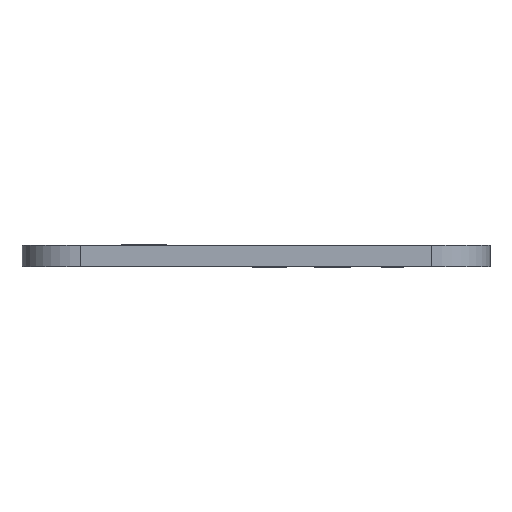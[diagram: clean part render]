
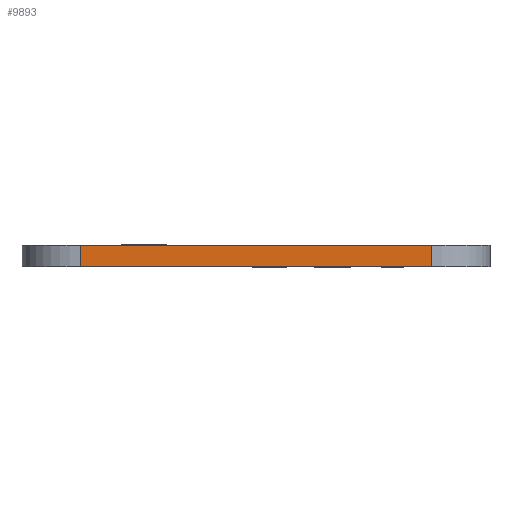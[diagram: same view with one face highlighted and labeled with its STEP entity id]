
A CAD part, left-side view. The second image highlights one B-rep face of the part: STEP entity #9893.
In plain terms, the highlighted planar face has unit normal (-1, 0, 0).
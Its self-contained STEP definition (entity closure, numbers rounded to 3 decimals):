
#8950 = VERTEX_POINT('',#8951);
#8951 = CARTESIAN_POINT('',(-35.75,21.,0.));
#8958 = EDGE_CURVE('',#8959,#8950,#8961,.T.);
#8959 = VERTEX_POINT('',#8960);
#8960 = CARTESIAN_POINT('',(-35.75,3.,0.));
#8961 = LINE('',#8962,#8963);
#8962 = CARTESIAN_POINT('',(-35.75,3.,0.));
#8963 = VECTOR('',#8964,1.);
#8964 = DIRECTION('',(0.,1.,0.));
#9395 = VERTEX_POINT('',#9396);
#9396 = CARTESIAN_POINT('',(-35.75,21.,1.09));
#9403 = EDGE_CURVE('',#9404,#9395,#9406,.T.);
#9404 = VERTEX_POINT('',#9405);
#9405 = CARTESIAN_POINT('',(-35.75,3.,1.09));
#9406 = LINE('',#9407,#9408);
#9407 = CARTESIAN_POINT('',(-35.75,3.,1.09));
#9408 = VECTOR('',#9409,1.);
#9409 = DIRECTION('',(0.,1.,0.));
#9863 = EDGE_CURVE('',#8950,#9395,#9864,.T.);
#9864 = LINE('',#9865,#9866);
#9865 = CARTESIAN_POINT('',(-35.75,21.,0.));
#9866 = VECTOR('',#9867,1.);
#9867 = DIRECTION('',(0.,0.,1.));
#9893 = ADVANCED_FACE('',(#9894),#9905,.T.);
#9894 = FACE_BOUND('',#9895,.T.);
#9895 = EDGE_LOOP('',(#9896,#9902,#9903,#9904));
#9896 = ORIENTED_EDGE('',*,*,#9897,.T.);
#9897 = EDGE_CURVE('',#8959,#9404,#9898,.T.);
#9898 = LINE('',#9899,#9900);
#9899 = CARTESIAN_POINT('',(-35.75,3.,0.));
#9900 = VECTOR('',#9901,1.);
#9901 = DIRECTION('',(0.,0.,1.));
#9902 = ORIENTED_EDGE('',*,*,#9403,.T.);
#9903 = ORIENTED_EDGE('',*,*,#9863,.F.);
#9904 = ORIENTED_EDGE('',*,*,#8958,.F.);
#9905 = PLANE('',#9906);
#9906 = AXIS2_PLACEMENT_3D('',#9907,#9908,#9909);
#9907 = CARTESIAN_POINT('',(-35.75,3.,0.));
#9908 = DIRECTION('',(-1.,0.,0.));
#9909 = DIRECTION('',(0.,1.,0.));
